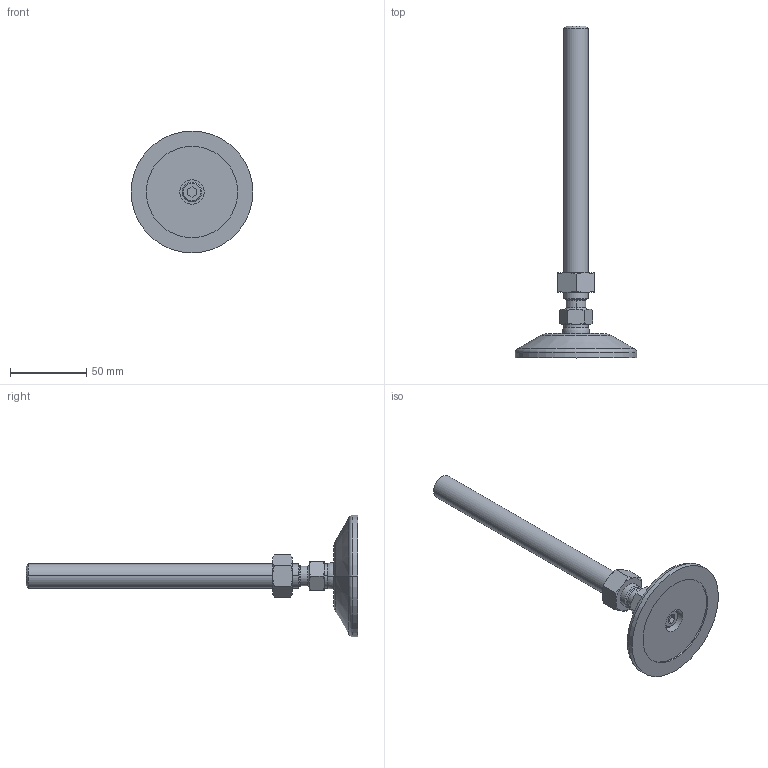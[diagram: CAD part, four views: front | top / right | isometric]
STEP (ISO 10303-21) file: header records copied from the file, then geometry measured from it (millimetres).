
FILE_DESCRIPTION(('Creo Elements/Direct Modeling STEP Export'),'2;1');
FILE_NAME('44.0245.19.oF_Gelenkfuß-MMS-44_80-M16-218mm-ST.stp','2022-03-21T 8:59:21',(''),(''),'PTC Creo Elements/Direct Modeling STEP processor for AP214 (Solid Model)','PTC Creo Elements/Direct Modeling 19.0C 15-Aug-2015 (C) Parametric Technology GmbH','');
FILE_SCHEMA(('AUTOMOTIVE_DESIGN { 1 0 10303 214 1 1 1 1 }'));
Length unit declared in the file: millimetre
Products named in the file (5): Sechskantmutter-DIN934_M16-8.8-verz_11506_PX171652; Zylinderschraube-DIN6912_M8x16-8.8-verz_10099_PX171657; Fußteller_Ø80x16_96.7002_PX173622; Fußspindel_M16x210_96.7011_PX173642; Gelenkfuß-MMS-44_80-M16-218mm-ST_44.0245.19.oF_PX173694
Assembly tree (4 placements, depth 2):
  Gelenkfuß-MMS-44_80-M16-218mm-ST_44.0245.19.oF_PX173694
    Fußspindel_M16x210_96.7011_PX173642
    Fußteller_Ø80x16_96.7002_PX173622
    Zylinderschraube-DIN6912_M8x16-8.8-verz_10099_PX171657
    Sechskantmutter-DIN934_M16-8.8-verz_11506_PX171652
Bounding box: 80 x 218 x 80 mm (x, y, z)
Volume: 99948.9 mm3; surface area: 27236.9 mm2
Topology: 4 solids, 4 shells, 113 faces, 243 edges, 144 vertices
Faces by surface type: cone 42, plane 33, cylinder 26, torus 8, sphere 4
Entity records: 4534 total; most frequent: CARTESIAN_POINT 2168, ORIENTED_EDGE 482, DIRECTION 386, EDGE_CURVE 241, AXIS2_PLACEMENT_3D 156, VERTEX_POINT 144, EDGE_LOOP 125, FACE_OUTER_BOUND 113
